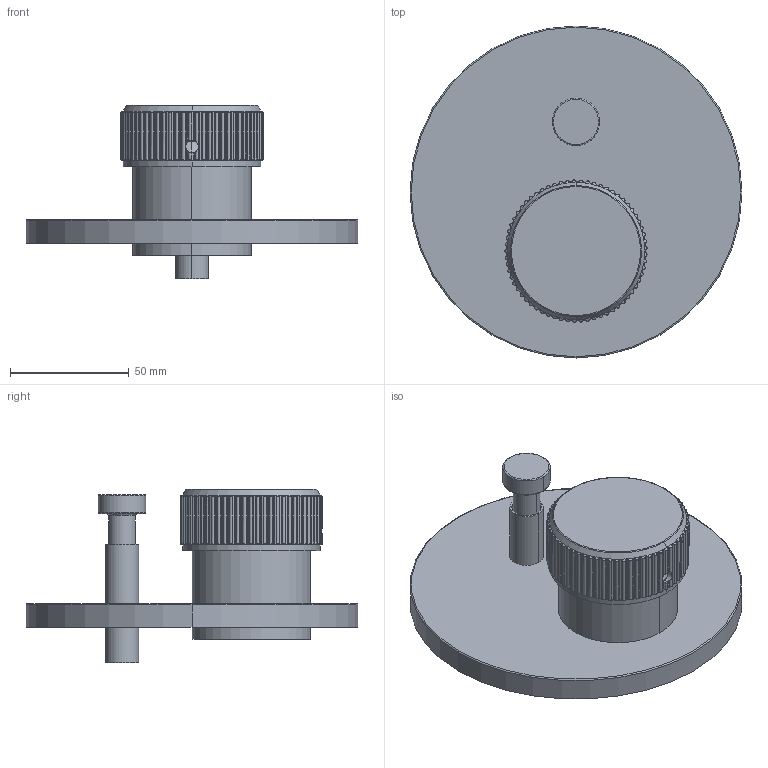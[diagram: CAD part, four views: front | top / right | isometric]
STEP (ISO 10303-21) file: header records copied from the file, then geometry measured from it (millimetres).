
FILE_DESCRIPTION((''),'2;1');
FILE_NAME('76226_ASM','2024-10-12T18:20:05',('PC'),(''),'CREO PARAMETRIC BY PTC INC, 2024063','CREO PARAMETRIC BY PTC INC, 2024063','');
FILE_SCHEMA(('CONFIG_CONTROL_DESIGN','SHAPE_APPEARANCE_LAYERS_GROUPS'));
Length unit declared in the file: millimetre
Products named in the file (9): 140-110; JQT; 14-194; 76226-MB_ASM; 911238; 00; 0200; 951186; 76226_ASM
Assembly tree (8 placements, depth 3):
  76226_ASM
    76226-MB_ASM
      140-110
      JQT
      14-194
    911238
    00
    0200
    951186
Bounding box: 140 x 140 x 73.3 mm (x, y, z)
Volume: 57228 mm3; surface area: 78832.1 mm2
Topology: 7 solids, 9 shells, 438 faces, 1192 edges, 777 vertices
Faces by surface type: cylinder 342, plane 40, cone 34, torus 18, bspline 4
Entity records: 19331 total; most frequent: CARTESIAN_POINT 5405, ORIENTED_EDGE 2372, DIRECTION 2008, EDGE_CURVE 1190, PRESENTATION_STYLE_ASSIGNMENT 1054, STYLED_ITEM 1054, CURVE_STYLE 1050, AXIS2_PLACEMENT_3D 810
